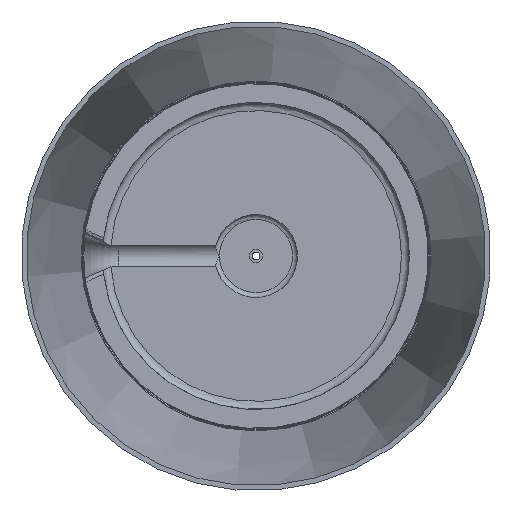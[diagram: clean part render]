
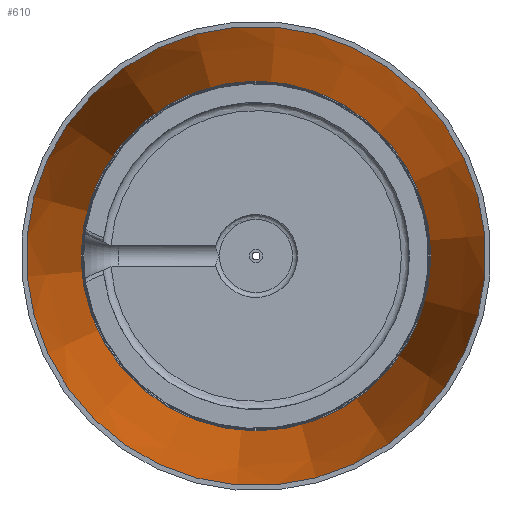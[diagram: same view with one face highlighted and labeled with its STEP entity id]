
A CAD part, front view. The second image highlights one B-rep face of the part: STEP entity #610.
In plain terms, the highlighted conical face has half-angle 9.547 degrees and reference radius 192.93 mm.
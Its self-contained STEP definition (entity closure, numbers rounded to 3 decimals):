
#87=LINE('',#1059,#102);
#102=VECTOR('',#853,192.93);
#117=CONICAL_SURFACE('',#747,192.93,0.167);
#135=FACE_OUTER_BOUND('',#173,.T.);
#173=EDGE_LOOP('',(#426,#427,#428,#429,#430,#431));
#225=CIRCLE('',#745,229.93);
#226=CIRCLE('',#746,229.93);
#227=CIRCLE('',#748,155.93);
#228=CIRCLE('',#749,155.93);
#276=VERTEX_POINT('',#1053);
#277=VERTEX_POINT('',#1054);
#278=VERTEX_POINT('',#1058);
#279=VERTEX_POINT('',#1060);
#338=EDGE_CURVE('',#276,#277,#225,.T.);
#339=EDGE_CURVE('',#277,#276,#226,.T.);
#340=EDGE_CURVE('',#277,#278,#87,.T.);
#341=EDGE_CURVE('',#279,#278,#227,.T.);
#342=EDGE_CURVE('',#278,#279,#228,.T.);
#426=ORIENTED_EDGE('',*,*,#338,.T.);
#427=ORIENTED_EDGE('',*,*,#340,.T.);
#428=ORIENTED_EDGE('',*,*,#341,.F.);
#429=ORIENTED_EDGE('',*,*,#342,.F.);
#430=ORIENTED_EDGE('',*,*,#340,.F.);
#431=ORIENTED_EDGE('',*,*,#339,.T.);
#610=ADVANCED_FACE('',(#135),#117,.F.);
#745=AXIS2_PLACEMENT_3D('',#1055,#847,#848);
#746=AXIS2_PLACEMENT_3D('',#1056,#849,#850);
#747=AXIS2_PLACEMENT_3D('',#1057,#851,#852);
#748=AXIS2_PLACEMENT_3D('',#1061,#854,#855);
#749=AXIS2_PLACEMENT_3D('',#1062,#856,#857);
#847=DIRECTION('center_axis',(0.,-1.,0.));
#848=DIRECTION('ref_axis',(1.,0.,0.));
#849=DIRECTION('center_axis',(0.,-1.,0.));
#850=DIRECTION('ref_axis',(1.,0.,0.));
#851=DIRECTION('center_axis',(0.,-1.,0.));
#852=DIRECTION('ref_axis',(0.,0.,-1.));
#853=DIRECTION('',(0.,0.986,-0.166));
#854=DIRECTION('center_axis',(0.,-1.,0.));
#855=DIRECTION('ref_axis',(1.,0.,0.));
#856=DIRECTION('center_axis',(0.,-1.,0.));
#857=DIRECTION('ref_axis',(1.,0.,0.));
#1053=CARTESIAN_POINT('',(0.,0.,-229.93));
#1054=CARTESIAN_POINT('',(0.,0.,229.93));
#1055=CARTESIAN_POINT('Origin',(0.,0.,0.));
#1056=CARTESIAN_POINT('Origin',(0.,0.,0.));
#1057=CARTESIAN_POINT('Origin',(0.,220.,0.));
#1058=CARTESIAN_POINT('',(0.,440.,155.93));
#1059=CARTESIAN_POINT('',(0.,220.,192.93));
#1060=CARTESIAN_POINT('',(0.,440.,-155.93));
#1061=CARTESIAN_POINT('Origin',(0.,440.,0.));
#1062=CARTESIAN_POINT('Origin',(0.,440.,0.));
